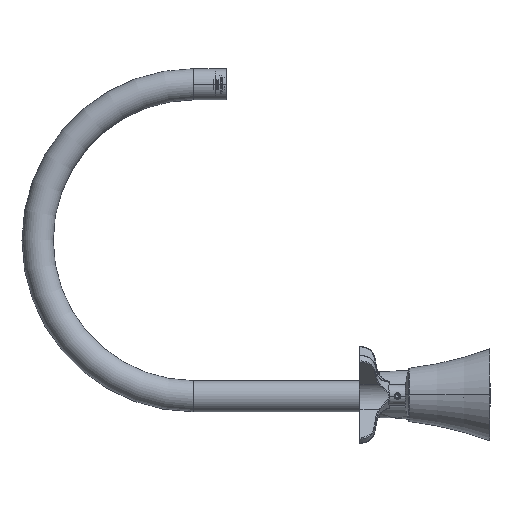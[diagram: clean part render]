
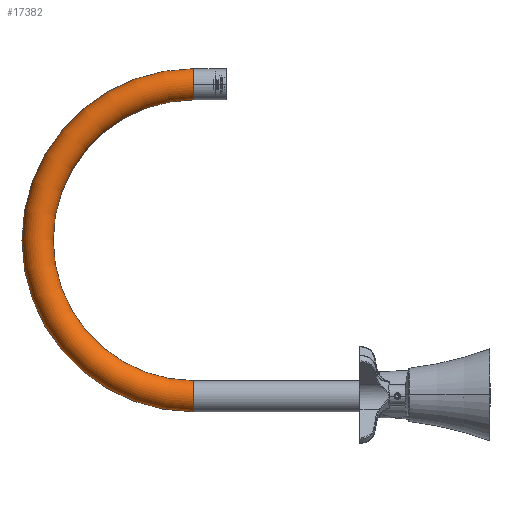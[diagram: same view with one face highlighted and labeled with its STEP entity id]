
A CAD part, left-side view. The second image highlights one B-rep face of the part: STEP entity #17382.
In plain terms, the highlighted toroidal (fillet/blend) face has major radius 95 mm and minor radius 9.5 mm.
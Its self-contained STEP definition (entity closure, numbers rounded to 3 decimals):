
#140 = TOROIDAL_SURFACE ( 'NONE', #15281, 95., 9.5 ) ;
#1189 = EDGE_LOOP ( 'NONE', ( #5868, #24539, #14872, #18101, #2562 ) ) ;
#2040 = EDGE_CURVE ( 'NONE', #4907, #16810, #10063, .T. ) ;
#2255 = EDGE_CURVE ( 'NONE', #4907, #6744, #17850, .T. ) ;
#2541 = DIRECTION ( 'NONE',  ( 0., -1., 0. ) ) ;
#2562 = ORIENTED_EDGE ( 'NONE', *, *, #24426, .F. ) ;
#4907 = VERTEX_POINT ( 'NONE', #19619 ) ;
#5082 = DIRECTION ( 'NONE',  ( 0., 1., 0. ) ) ;
#5164 = CARTESIAN_POINT ( 'NONE',  ( 0., 180.482, 94.128 ) ) ;
#5302 = DIRECTION ( 'NONE',  ( 0., 0., -1. ) ) ;
#5868 = ORIENTED_EDGE ( 'NONE', *, *, #2040, .F. ) ;
#6145 = AXIS2_PLACEMENT_3D ( 'NONE', #21090, #2541, #13111 ) ;
#6596 = CARTESIAN_POINT ( 'NONE',  ( 0., 180.482, 8.628 ) ) ;
#6744 = VERTEX_POINT ( 'NONE', #6596 ) ;
#6865 = EDGE_CURVE ( 'NONE', #6744, #16727, #17559, .T. ) ;
#7135 = CARTESIAN_POINT ( 'NONE',  ( 0., 180.482, 94.128 ) ) ;
#7380 = CIRCLE ( 'NONE', #6145, 9.5 ) ;
#10063 = CIRCLE ( 'NONE', #24330, 104.5 ) ;
#10257 = VERTEX_POINT ( 'NONE', #24095 ) ;
#10449 = AXIS2_PLACEMENT_3D ( 'NONE', #12831, #25426, #21221 ) ;
#11863 = CARTESIAN_POINT ( 'NONE',  ( 0., 180.482, 179.628 ) ) ;
#12802 = AXIS2_PLACEMENT_3D ( 'NONE', #7135, #25414, #5082 ) ;
#12831 = CARTESIAN_POINT ( 'NONE',  ( 0., 180.482, 189.128 ) ) ;
#13111 = DIRECTION ( 'NONE',  ( -1., 0., 0. ) ) ;
#14374 = DIRECTION ( 'NONE',  ( 0., 1., 0. ) ) ;
#14872 = ORIENTED_EDGE ( 'NONE', *, *, #6865, .T. ) ;
#15062 = CARTESIAN_POINT ( 'NONE',  ( 0., 180.482, 94.128 ) ) ;
#15281 = AXIS2_PLACEMENT_3D ( 'NONE', #5164, #18040, #5302 ) ;
#16727 = VERTEX_POINT ( 'NONE', #11863 ) ;
#16810 = VERTEX_POINT ( 'NONE', #20942 ) ;
#17382 = ADVANCED_FACE ( 'NONE', ( #23875 ), #140, .T. ) ;
#17506 = DIRECTION ( 'NONE',  ( 0., 1., 0. ) ) ;
#17559 = CIRCLE ( 'NONE', #12802, 85.5 ) ;
#17850 = CIRCLE ( 'NONE', #20000, 9.5 ) ;
#18040 = DIRECTION ( 'NONE',  ( 1., 0., 0. ) ) ;
#18101 = ORIENTED_EDGE ( 'NONE', *, *, #23592, .F. ) ;
#18310 = DIRECTION ( 'NONE',  ( -1., 0., 0. ) ) ;
#19129 = CIRCLE ( 'NONE', #10449, 9.5 ) ;
#19619 = CARTESIAN_POINT ( 'NONE',  ( 0., 180.482, -10.372 ) ) ;
#20000 = AXIS2_PLACEMENT_3D ( 'NONE', #20604, #14374, #18310 ) ;
#20604 = CARTESIAN_POINT ( 'NONE',  ( 0., 180.482, -0.872 ) ) ;
#20942 = CARTESIAN_POINT ( 'NONE',  ( 0., 180.482, 198.628 ) ) ;
#21090 = CARTESIAN_POINT ( 'NONE',  ( 0., 180.482, 189.128 ) ) ;
#21221 = DIRECTION ( 'NONE',  ( -1., 0., 0. ) ) ;
#23332 = DIRECTION ( 'NONE',  ( 1., 0., 0. ) ) ;
#23592 = EDGE_CURVE ( 'NONE', #10257, #16727, #19129, .T. ) ;
#23875 = FACE_OUTER_BOUND ( 'NONE', #1189, .T. ) ;
#24095 = CARTESIAN_POINT ( 'NONE',  ( -9.5, 180.482, 189.128 ) ) ;
#24330 = AXIS2_PLACEMENT_3D ( 'NONE', #15062, #23332, #17506 ) ;
#24426 = EDGE_CURVE ( 'NONE', #16810, #10257, #7380, .T. ) ;
#24539 = ORIENTED_EDGE ( 'NONE', *, *, #2255, .T. ) ;
#25414 = DIRECTION ( 'NONE',  ( 1., 0., 0. ) ) ;
#25426 = DIRECTION ( 'NONE',  ( 0., -1., 0. ) ) ;
